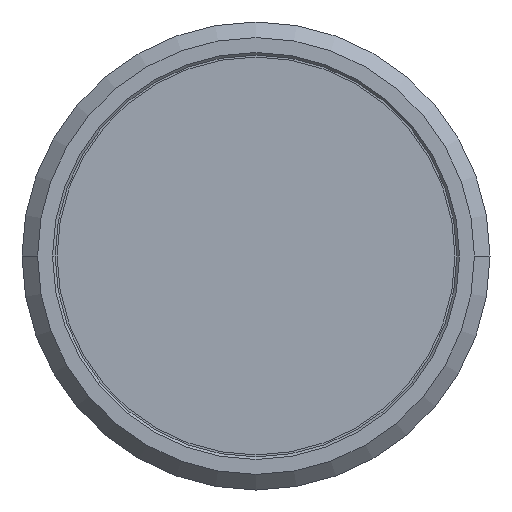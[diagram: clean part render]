
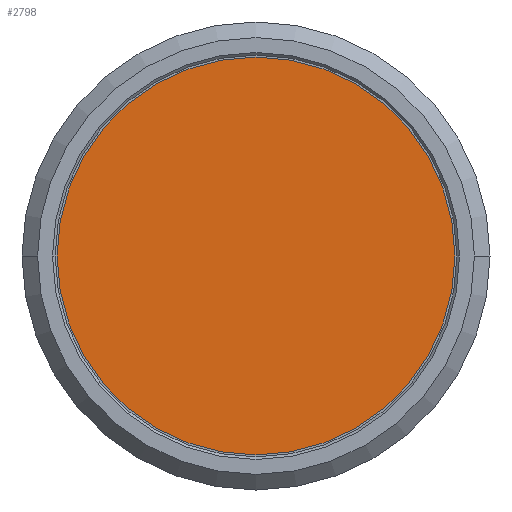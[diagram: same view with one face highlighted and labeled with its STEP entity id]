
A CAD part, front view. The second image highlights one B-rep face of the part: STEP entity #2798.
In plain terms, the highlighted planar face has unit normal (0, -1, 0).
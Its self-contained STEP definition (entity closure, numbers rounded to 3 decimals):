
#932=CARTESIAN_POINT('',(0.,0.,0.));
#933=DIRECTION('',(0.,1.,0.));
#934=DIRECTION('',(1.,0.,0.));
#935=AXIS2_PLACEMENT_3D('',#932,#933,#934);
#937=CARTESIAN_POINT('',(0.,0.,0.));
#938=DIRECTION('',(0.,1.,0.));
#939=DIRECTION('',(-1.,0.,0.));
#940=AXIS2_PLACEMENT_3D('',#937,#938,#939);
#974=CARTESIAN_POINT('',(7.65,0.,0.));
#975=CARTESIAN_POINT('',(-7.65,0.,0.));
#976=VERTEX_POINT('',#974);
#977=VERTEX_POINT('',#975);
#2789=CARTESIAN_POINT('',(0.,0.,0.));
#2790=DIRECTION('',(0.,1.,0.));
#2791=DIRECTION('',(1.,0.,0.));
#2792=AXIS2_PLACEMENT_3D('',#2789,#2790,#2791);
#2793=PLANE('',#2792);
#2794=ORIENTED_EDGE('',*,*,#2755,.T.);
#2795=ORIENTED_EDGE('',*,*,#2776,.T.);
#2796=EDGE_LOOP('',(#2794,#2795));
#2797=FACE_OUTER_BOUND('',#2796,.F.);
#2798=ADVANCED_FACE('',(#2797),#2793,.F.);
#936=CIRCLE('',#935,7.65);
#941=CIRCLE('',#940,7.65);
#2755=EDGE_CURVE('',#976,#977,#936,.T.);
#2776=EDGE_CURVE('',#977,#976,#941,.T.);
